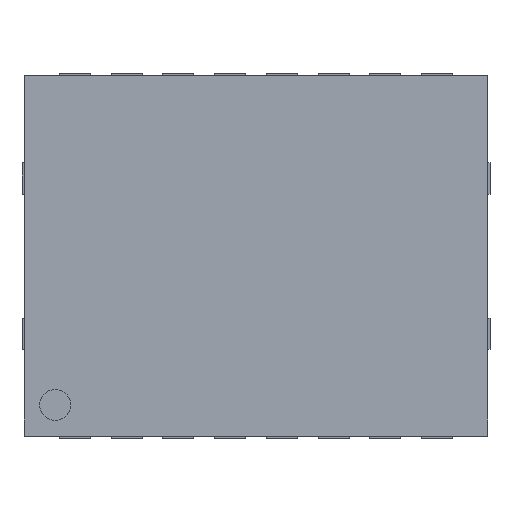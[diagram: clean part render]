
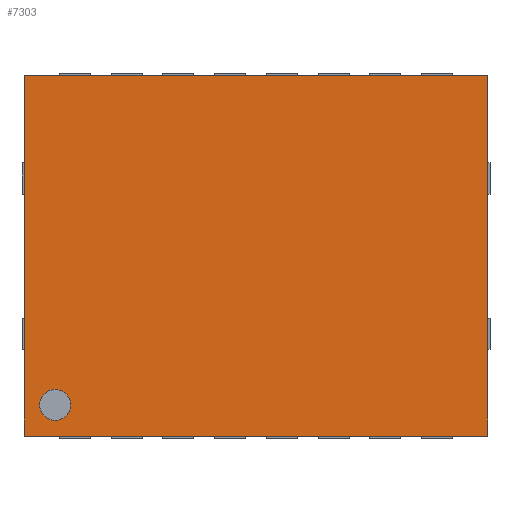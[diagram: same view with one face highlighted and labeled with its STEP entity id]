
A CAD part, top view. The second image highlights one B-rep face of the part: STEP entity #7303.
In plain terms, the highlighted planar face has unit normal (0, 0, 1).
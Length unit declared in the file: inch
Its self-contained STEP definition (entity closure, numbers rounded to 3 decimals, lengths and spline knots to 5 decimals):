
#7114 = VERTEX_POINT('',#7115);
#7115 = CARTESIAN_POINT('',(0.,0.,0.03346));
#7122 = PLANE('',#7123);
#7123 = AXIS2_PLACEMENT_3D('',#7124,#7125,#7126);
#7124 = CARTESIAN_POINT('',(0.,0.,0.));
#7125 = DIRECTION('',(1.,0.,0.));
#7126 = DIRECTION('',(0.,0.,1.));
#7134 = PLANE('',#7135);
#7135 = AXIS2_PLACEMENT_3D('',#7136,#7137,#7138);
#7136 = CARTESIAN_POINT('',(0.,0.,0.));
#7137 = DIRECTION('',(0.,1.,0.));
#7138 = DIRECTION('',(0.,0.,1.));
#7175 = VERTEX_POINT('',#7176);
#7176 = CARTESIAN_POINT('',(0.,0.13701,0.03346));
#7190 = PLANE('',#7191);
#7191 = AXIS2_PLACEMENT_3D('',#7192,#7193,#7194);
#7192 = CARTESIAN_POINT('',(0.,0.13701,0.));
#7193 = DIRECTION('',(0.,1.,0.));
#7194 = DIRECTION('',(0.,0.,1.));
#7202 = EDGE_CURVE('',#7114,#7175,#7203,.T.);
#7203 = SURFACE_CURVE('',#7204,(#7208,#7215),.PCURVE_S1.);
#7204 = LINE('',#7205,#7206);
#7205 = CARTESIAN_POINT('',(0.,0.,0.03346));
#7206 = VECTOR('',#7207,0.03937);
#7207 = DIRECTION('',(0.,1.,0.));
#7208 = PCURVE('',#7122,#7209);
#7209 = DEFINITIONAL_REPRESENTATION('',(#7210),#7214);
#7210 = LINE('',#7211,#7212);
#7211 = CARTESIAN_POINT('',(0.033,0.));
#7212 = VECTOR('',#7213,1.);
#7213 = DIRECTION('',(0.,-1.));
#7214 = ( GEOMETRIC_REPRESENTATION_CONTEXT(2) 
PARAMETRIC_REPRESENTATION_CONTEXT() REPRESENTATION_CONTEXT('2D SPACE',''
  ) );
#7215 = PCURVE('',#7216,#7221);
#7216 = PLANE('',#7217);
#7217 = AXIS2_PLACEMENT_3D('',#7218,#7219,#7220);
#7218 = CARTESIAN_POINT('',(0.,0.,0.03346));
#7219 = DIRECTION('',(0.,0.,1.));
#7220 = DIRECTION('',(1.,0.,0.));
#7221 = DEFINITIONAL_REPRESENTATION('',(#7222),#7226);
#7222 = LINE('',#7223,#7224);
#7223 = CARTESIAN_POINT('',(0.,0.));
#7224 = VECTOR('',#7225,1.);
#7225 = DIRECTION('',(0.,1.));
#7226 = ( GEOMETRIC_REPRESENTATION_CONTEXT(2) 
PARAMETRIC_REPRESENTATION_CONTEXT() REPRESENTATION_CONTEXT('2D SPACE',''
  ) );
#7255 = EDGE_CURVE('',#7114,#7256,#7258,.T.);
#7256 = VERTEX_POINT('',#7257);
#7257 = CARTESIAN_POINT('',(0.17638,0.,0.03346));
#7258 = SURFACE_CURVE('',#7259,(#7263,#7270),.PCURVE_S1.);
#7259 = LINE('',#7260,#7261);
#7260 = CARTESIAN_POINT('',(0.,0.,0.03346));
#7261 = VECTOR('',#7262,0.03937);
#7262 = DIRECTION('',(1.,0.,0.));
#7263 = PCURVE('',#7134,#7264);
#7264 = DEFINITIONAL_REPRESENTATION('',(#7265),#7269);
#7265 = LINE('',#7266,#7267);
#7266 = CARTESIAN_POINT('',(0.033,0.));
#7267 = VECTOR('',#7268,1.);
#7268 = DIRECTION('',(0.,1.));
#7269 = ( GEOMETRIC_REPRESENTATION_CONTEXT(2) 
PARAMETRIC_REPRESENTATION_CONTEXT() REPRESENTATION_CONTEXT('2D SPACE',''
  ) );
#7270 = PCURVE('',#7216,#7271);
#7271 = DEFINITIONAL_REPRESENTATION('',(#7272),#7276);
#7272 = LINE('',#7273,#7274);
#7273 = CARTESIAN_POINT('',(0.,0.));
#7274 = VECTOR('',#7275,1.);
#7275 = DIRECTION('',(1.,0.));
#7276 = ( GEOMETRIC_REPRESENTATION_CONTEXT(2) 
PARAMETRIC_REPRESENTATION_CONTEXT() REPRESENTATION_CONTEXT('2D SPACE',''
  ) );
#7292 = PLANE('',#7293);
#7293 = AXIS2_PLACEMENT_3D('',#7294,#7295,#7296);
#7294 = CARTESIAN_POINT('',(0.17638,0.,0.));
#7295 = DIRECTION('',(1.,0.,0.));
#7296 = DIRECTION('',(0.,0.,1.));
#7303 = ADVANCED_FACE('',(#7304,#7352),#7216,.T.);
#7304 = FACE_BOUND('',#7305,.T.);
#7305 = EDGE_LOOP('',(#7306,#7307,#7308,#7331));
#7306 = ORIENTED_EDGE('',*,*,#7202,.F.);
#7307 = ORIENTED_EDGE('',*,*,#7255,.T.);
#7308 = ORIENTED_EDGE('',*,*,#7309,.T.);
#7309 = EDGE_CURVE('',#7256,#7310,#7312,.T.);
#7310 = VERTEX_POINT('',#7311);
#7311 = CARTESIAN_POINT('',(0.17638,0.13701,
    0.03346));
#7312 = SURFACE_CURVE('',#7313,(#7317,#7324),.PCURVE_S1.);
#7313 = LINE('',#7314,#7315);
#7314 = CARTESIAN_POINT('',(0.17638,0.,0.03346));
#7315 = VECTOR('',#7316,0.03937);
#7316 = DIRECTION('',(0.,1.,0.));
#7317 = PCURVE('',#7216,#7318);
#7318 = DEFINITIONAL_REPRESENTATION('',(#7319),#7323);
#7319 = LINE('',#7320,#7321);
#7320 = CARTESIAN_POINT('',(0.176,0.));
#7321 = VECTOR('',#7322,1.);
#7322 = DIRECTION('',(0.,1.));
#7323 = ( GEOMETRIC_REPRESENTATION_CONTEXT(2) 
PARAMETRIC_REPRESENTATION_CONTEXT() REPRESENTATION_CONTEXT('2D SPACE',''
  ) );
#7324 = PCURVE('',#7292,#7325);
#7325 = DEFINITIONAL_REPRESENTATION('',(#7326),#7330);
#7326 = LINE('',#7327,#7328);
#7327 = CARTESIAN_POINT('',(0.033,0.));
#7328 = VECTOR('',#7329,1.);
#7329 = DIRECTION('',(0.,-1.));
#7330 = ( GEOMETRIC_REPRESENTATION_CONTEXT(2) 
PARAMETRIC_REPRESENTATION_CONTEXT() REPRESENTATION_CONTEXT('2D SPACE',''
  ) );
#7331 = ORIENTED_EDGE('',*,*,#7332,.F.);
#7332 = EDGE_CURVE('',#7175,#7310,#7333,.T.);
#7333 = SURFACE_CURVE('',#7334,(#7338,#7345),.PCURVE_S1.);
#7334 = LINE('',#7335,#7336);
#7335 = CARTESIAN_POINT('',(0.,0.13701,0.03346));
#7336 = VECTOR('',#7337,0.03937);
#7337 = DIRECTION('',(1.,0.,0.));
#7338 = PCURVE('',#7216,#7339);
#7339 = DEFINITIONAL_REPRESENTATION('',(#7340),#7344);
#7340 = LINE('',#7341,#7342);
#7341 = CARTESIAN_POINT('',(0.,0.137));
#7342 = VECTOR('',#7343,1.);
#7343 = DIRECTION('',(1.,0.));
#7344 = ( GEOMETRIC_REPRESENTATION_CONTEXT(2) 
PARAMETRIC_REPRESENTATION_CONTEXT() REPRESENTATION_CONTEXT('2D SPACE',''
  ) );
#7345 = PCURVE('',#7190,#7346);
#7346 = DEFINITIONAL_REPRESENTATION('',(#7347),#7351);
#7347 = LINE('',#7348,#7349);
#7348 = CARTESIAN_POINT('',(0.033,0.));
#7349 = VECTOR('',#7350,1.);
#7350 = DIRECTION('',(0.,1.));
#7351 = ( GEOMETRIC_REPRESENTATION_CONTEXT(2) 
PARAMETRIC_REPRESENTATION_CONTEXT() REPRESENTATION_CONTEXT('2D SPACE',''
  ) );
#7352 = FACE_BOUND('',#7353,.T.);
#7353 = EDGE_LOOP('',(#7354));
#7354 = ORIENTED_EDGE('',*,*,#7355,.F.);
#7355 = EDGE_CURVE('',#7356,#7356,#7358,.T.);
#7356 = VERTEX_POINT('',#7357);
#7357 = CARTESIAN_POINT('',(0.01772,0.01181,
    0.03346));
#7358 = SURFACE_CURVE('',#7359,(#7364,#7371),.PCURVE_S1.);
#7359 = CIRCLE('',#7360,0.00591);
#7360 = AXIS2_PLACEMENT_3D('',#7361,#7362,#7363);
#7361 = CARTESIAN_POINT('',(0.01181,0.01181,
    0.03346));
#7362 = DIRECTION('',(0.,0.,1.));
#7363 = DIRECTION('',(1.,0.,0.));
#7364 = PCURVE('',#7216,#7365);
#7365 = DEFINITIONAL_REPRESENTATION('',(#7366),#7370);
#7366 = CIRCLE('',#7367,0.00591);
#7367 = AXIS2_PLACEMENT_2D('',#7368,#7369);
#7368 = CARTESIAN_POINT('',(0.012,0.012));
#7369 = DIRECTION('',(1.,0.));
#7370 = ( GEOMETRIC_REPRESENTATION_CONTEXT(2) 
PARAMETRIC_REPRESENTATION_CONTEXT() REPRESENTATION_CONTEXT('2D SPACE',''
  ) );
#7371 = PCURVE('',#7372,#7377);
#7372 = CYLINDRICAL_SURFACE('',#7373,0.00591);
#7373 = AXIS2_PLACEMENT_3D('',#7374,#7375,#7376);
#7374 = CARTESIAN_POINT('',(0.01181,0.01181,
    0.03346));
#7375 = DIRECTION('',(0.,0.,1.));
#7376 = DIRECTION('',(1.,0.,-0.));
#7377 = DEFINITIONAL_REPRESENTATION('',(#7378),#7382);
#7378 = LINE('',#7379,#7380);
#7379 = CARTESIAN_POINT('',(0.,0.));
#7380 = VECTOR('',#7381,1.);
#7381 = DIRECTION('',(1.,0.));
#7382 = ( GEOMETRIC_REPRESENTATION_CONTEXT(2) 
PARAMETRIC_REPRESENTATION_CONTEXT() REPRESENTATION_CONTEXT('2D SPACE',''
  ) );
